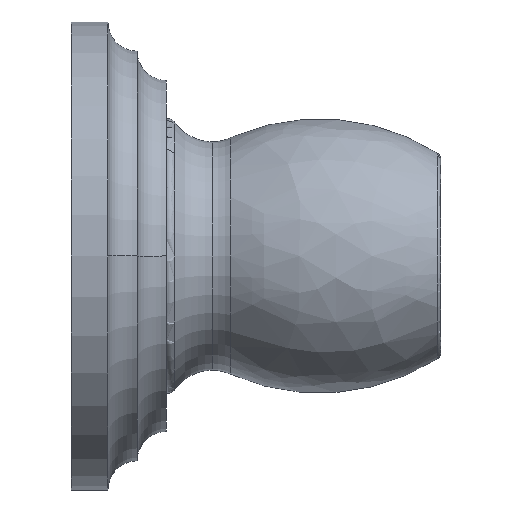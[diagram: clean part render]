
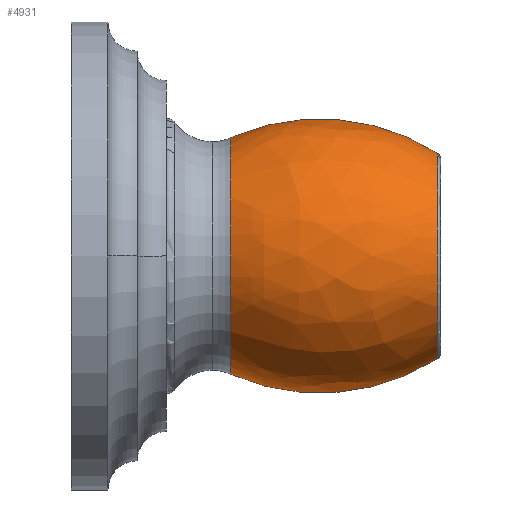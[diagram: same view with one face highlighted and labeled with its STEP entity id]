
A CAD part, left-side view. The second image highlights one B-rep face of the part: STEP entity #4931.
In plain terms, the highlighted free-form (B-spline) face has degree [3, 3] with [7, 4] control points.
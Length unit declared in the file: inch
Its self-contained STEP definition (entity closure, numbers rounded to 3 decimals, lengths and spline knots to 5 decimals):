
#4627=CARTESIAN_POINT('',(0.,-1.358,0.44605));
#4628=DIRECTION('',(1.,0.,0.));
#4629=DIRECTION('',(0.,-0.538,-0.843));
#4630=AXIS2_PLACEMENT_3D('',#4627,#4628,#4629);
#4632=CARTESIAN_POINT('',(0.,-1.358,-0.44605));
#4633=DIRECTION('',(1.,0.,0.));
#4634=DIRECTION('',(0.,0.387,0.922));
#4635=AXIS2_PLACEMENT_3D('',#4632,#4633,#4634);
#4637=CARTESIAN_POINT('',(0.,-1.358,-0.44605));
#4638=DIRECTION('',(1.,0.,0.));
#4639=DIRECTION('',(0.,0.407,0.914));
#4640=AXIS2_PLACEMENT_3D('',#4637,#4638,#4639);
#4642=CARTESIAN_POINT('',(0.,-0.87166,0.));
#4643=DIRECTION('',(0.,1.,0.));
#4644=DIRECTION('',(0.,0.,-1.));
#4645=AXIS2_PLACEMENT_3D('',#4642,#4643,#4644);
#4672=CARTESIAN_POINT('',(0.,-2.00203,0.));
#4673=DIRECTION('',(0.,1.,0.));
#4674=DIRECTION('',(0.,0.,-1.));
#4675=AXIS2_PLACEMENT_3D('',#4672,#4673,#4674);
#4781=CARTESIAN_POINT('',(0.,-0.87166,
-0.6466));
#4782=VERTEX_POINT('',#4781);
#4783=CARTESIAN_POINT('',(0.,-0.87166,
0.6466));
#4784=VERTEX_POINT('',#4783);
#4789=CARTESIAN_POINT('',(0.,-2.00203,-0.56174));
#4790=VERTEX_POINT('',#4789);
#4791=CARTESIAN_POINT('',(0.,-2.00203,0.56174));
#4792=VERTEX_POINT('',#4791);
#4793=CARTESIAN_POINT('',(0.,-0.89545,
0.65688));
#4794=VERTEX_POINT('',#4793);
#4894=CARTESIAN_POINT('',(0.03446,-2.0218,
-0.54775));
#4895=CARTESIAN_POINT('',(0.04939,-1.66538,
-0.78509));
#4896=CARTESIAN_POINT('',(0.05141,-1.23811,
-0.8171));
#4897=CARTESIAN_POINT('',(0.03998,-0.85017,
-0.63553));
#4898=CARTESIAN_POINT('',(-0.30262,-2.0218,
-0.56895));
#4899=CARTESIAN_POINT('',(-0.43375,-1.66538,
-0.81548));
#4900=CARTESIAN_POINT('',(-0.45144,-1.23811,
-0.84874));
#4901=CARTESIAN_POINT('',(-0.35112,-0.85017,
-0.66013));
#4902=CARTESIAN_POINT('',(-0.54883,-2.0218,
-0.33775));
#4903=CARTESIAN_POINT('',(-0.78664,-1.66538,
-0.4841));
#4904=CARTESIAN_POINT('',(-0.81872,-1.23811,
-0.50384));
#4905=CARTESIAN_POINT('',(-0.63678,-0.85017,
-0.39188));
#4906=CARTESIAN_POINT('',(-0.54883,-2.0218,
0.));
#4907=CARTESIAN_POINT('',(-0.78664,-1.66538,
0.));
#4908=CARTESIAN_POINT('',(-0.81872,-1.23811,
0.));
#4909=CARTESIAN_POINT('',(-0.63678,-0.85017,
0.));
#4910=CARTESIAN_POINT('',(-0.54883,-2.0218,
0.33775));
#4911=CARTESIAN_POINT('',(-0.78664,-1.66538,
0.4841));
#4912=CARTESIAN_POINT('',(-0.81872,-1.23811,
0.50384));
#4913=CARTESIAN_POINT('',(-0.63678,-0.85017,
0.39188));
#4914=CARTESIAN_POINT('',(-0.30262,-2.0218,
0.56895));
#4915=CARTESIAN_POINT('',(-0.43375,-1.66538,
0.81548));
#4916=CARTESIAN_POINT('',(-0.45144,-1.23811,
0.84874));
#4917=CARTESIAN_POINT('',(-0.35112,-0.85017,
0.66013));
#4918=CARTESIAN_POINT('',(0.03446,-2.0218,
0.54775));
#4919=CARTESIAN_POINT('',(0.04939,-1.66538,
0.78509));
#4920=CARTESIAN_POINT('',(0.05141,-1.23811,
0.8171));
#4921=CARTESIAN_POINT('',(0.03998,-0.85017,
0.63553));
#4922=(BOUNDED_SURFACE()B_SPLINE_SURFACE(3,3,((#4894,#4895,#4896,#4897),(#4898,
#4899,#4900,#4901),(#4902,#4903,#4904,#4905),(#4906,#4907,#4908,#4909),(#4910,
#4911,#4912,#4913),(#4914,#4915,#4916,#4917),(#4918,#4919,#4920,#4921)),
.UNSPECIFIED.,.F.,.F.,.F.)B_SPLINE_SURFACE_WITH_KNOTS((4,3,4),(4,4),(0.,1.,
2.),(0.,1.),.UNSPECIFIED.)GEOMETRIC_REPRESENTATION_ITEM()RATIONAL_B_SPLINE_SURFACE(((1.269,1.16,1.16,1.269),(
1.002,0.916,0.916,1.002),(
1.002,0.916,0.916,1.002),(
1.269,1.16,1.16,1.269),(
1.002,0.916,0.916,1.002),(
1.002,0.916,0.916,1.002),(
1.269,1.16,1.16,1.269)))REPRESENTATION_ITEM('')SURFACE());
#4923=ORIENTED_EDGE('',*,*,#4882,.F.);
#4925=ORIENTED_EDGE('',*,*,#4924,.T.);
#4926=ORIENTED_EDGE('',*,*,#4887,.F.);
#4927=ORIENTED_EDGE('',*,*,#4885,.F.);
#4928=ORIENTED_EDGE('',*,*,#4804,.F.);
#4929=EDGE_LOOP('',(#4923,#4925,#4926,#4927,#4928));
#4930=FACE_OUTER_BOUND('',#4929,.F.);
#4931=ADVANCED_FACE('',(#4930),#4922,.F.);
#4631=CIRCLE('',#4630,1.196);
#4636=CIRCLE('',#4635,1.196);
#4641=CIRCLE('',#4640,1.196);
#4646=CIRCLE('',#4645,0.6466);
#4676=CIRCLE('',#4675,0.56174);
#4804=EDGE_CURVE('',#4782,#4784,#4646,.T.);
#4882=EDGE_CURVE('',#4790,#4782,#4631,.T.);
#4885=EDGE_CURVE('',#4784,#4794,#4641,.T.);
#4887=EDGE_CURVE('',#4794,#4792,#4636,.T.);
#4924=EDGE_CURVE('',#4790,#4792,#4676,.T.);
